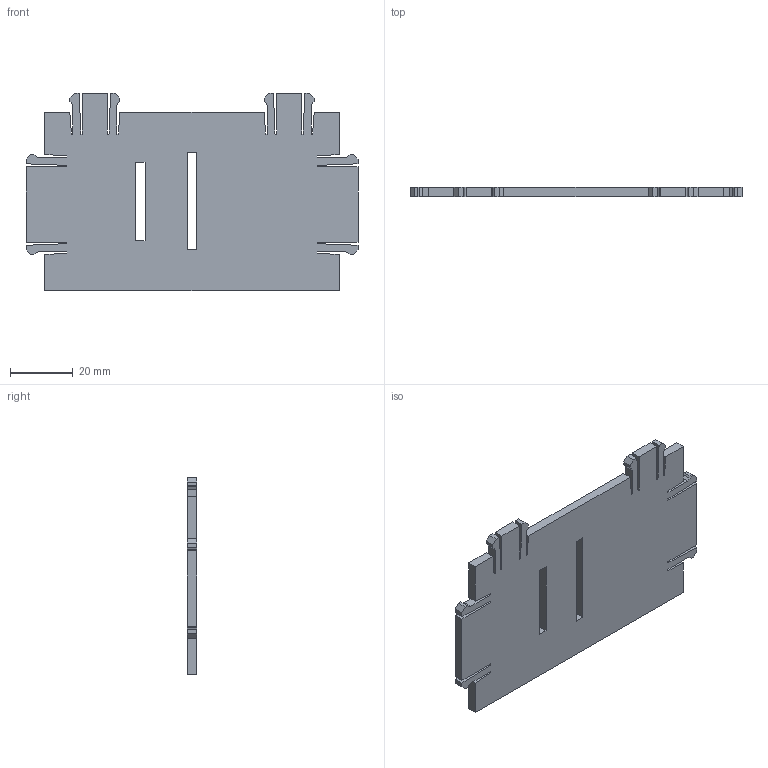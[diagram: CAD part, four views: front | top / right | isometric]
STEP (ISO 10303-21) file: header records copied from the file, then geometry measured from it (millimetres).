
FILE_DESCRIPTION (( 'STEP AP203' ), '1' );
FILE_NAME ('mouth-frame-4.step', '2015-02-17T13:11:06', ( 'Cesar' ), ( '' ), 'SwSTEP 2.0', 'SolidWorks 2013', '' );
FILE_SCHEMA (( 'CONFIG_CONTROL_DESIGN' ));
Length unit declared in the file: millimetre
Products named in the file (1): mouth-frame-4
Bounding box: 106 x 3 x 63 mm (x, y, z)
Volume: 16842 mm3; surface area: 13597.4 mm2
Topology: 1 solids, 1 shells, 110 faces, 324 edges, 216 vertices
Faces by surface type: plane 110
Entity records: 3673 total; most frequent: CARTESIAN_POINT 651, ORIENTED_EDGE 648, DIRECTION 546, VECTOR 324, LINE 324, EDGE_CURVE 324, VERTEX_POINT 216, EDGE_LOOP 114
